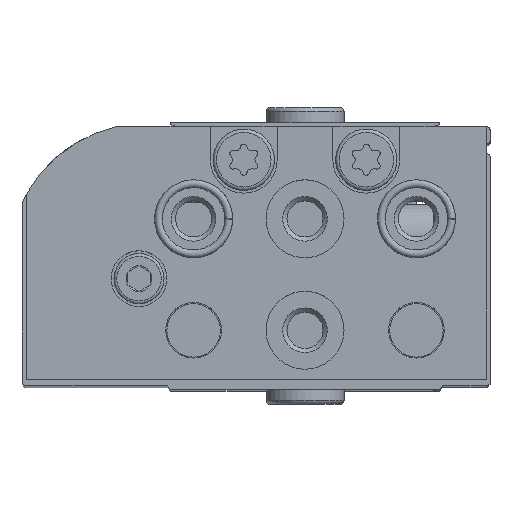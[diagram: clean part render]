
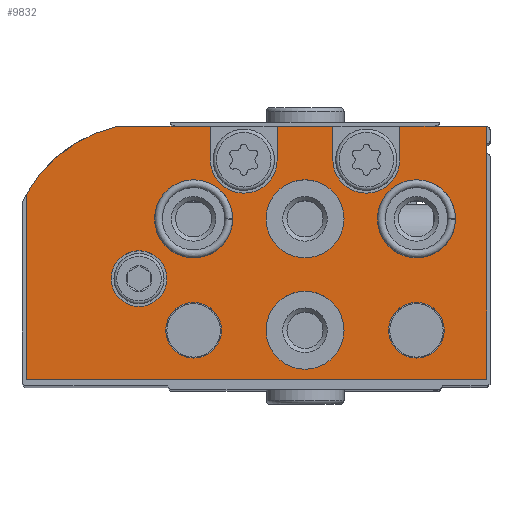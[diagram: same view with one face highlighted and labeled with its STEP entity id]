
A CAD part, top view. The second image highlights one B-rep face of the part: STEP entity #9832.
In plain terms, the highlighted face is planar.
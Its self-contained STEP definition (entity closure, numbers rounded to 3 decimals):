
#1007=LINE('',#16853,#1763);
#1011=LINE('',#16861,#1767);
#1015=LINE('',#16867,#1771);
#1018=LINE('',#16887,#1774);
#1019=LINE('',#16891,#1775);
#1020=LINE('',#16894,#1776);
#1021=LINE('',#16896,#1777);
#1022=LINE('',#16898,#1778);
#1023=LINE('',#16899,#1779);
#1024=LINE('',#16903,#1780);
#1763=VECTOR('',#13691,1000.);
#1767=VECTOR('',#13695,1000.);
#1771=VECTOR('',#13699,1000.);
#1774=VECTOR('',#13718,1000.);
#1775=VECTOR('',#13721,1000.);
#1776=VECTOR('',#13724,1000.);
#1777=VECTOR('',#13725,1000.);
#1778=VECTOR('',#13726,1000.);
#1779=VECTOR('',#13727,1000.);
#1780=VECTOR('',#13730,1000.);
#3763=ORIENTED_EDGE('',*,*,#5573,.T.);
#3764=ORIENTED_EDGE('',*,*,#5574,.T.);
#3765=ORIENTED_EDGE('',*,*,#5575,.T.);
#3766=ORIENTED_EDGE('',*,*,#5576,.T.);
#3767=ORIENTED_EDGE('',*,*,#5577,.T.);
#3768=ORIENTED_EDGE('',*,*,#5578,.T.);
#3769=ORIENTED_EDGE('',*,*,#5579,.T.);
#3770=ORIENTED_EDGE('',*,*,#5580,.T.);
#3771=ORIENTED_EDGE('',*,*,#5581,.T.);
#3772=ORIENTED_EDGE('',*,*,#5582,.T.);
#3773=ORIENTED_EDGE('',*,*,#5570,.F.);
#3774=ORIENTED_EDGE('',*,*,#5583,.F.);
#3775=ORIENTED_EDGE('',*,*,#5584,.F.);
#3776=ORIENTED_EDGE('',*,*,#5585,.F.);
#3777=ORIENTED_EDGE('',*,*,#5586,.F.);
#3778=ORIENTED_EDGE('',*,*,#5566,.F.);
#3779=ORIENTED_EDGE('',*,*,#5587,.T.);
#3780=ORIENTED_EDGE('',*,*,#5588,.T.);
#3781=ORIENTED_EDGE('',*,*,#5589,.T.);
#3782=ORIENTED_EDGE('',*,*,#5562,.F.);
#5562=EDGE_CURVE('',#6647,#6648,#1007,.T.);
#5566=EDGE_CURVE('',#6651,#6652,#1011,.T.);
#5570=EDGE_CURVE('',#6653,#6654,#1015,.T.);
#5573=EDGE_CURVE('',#6656,#6656,#7246,.T.);
#5574=EDGE_CURVE('',#6657,#6657,#7247,.T.);
#5575=EDGE_CURVE('',#6658,#6658,#7248,.T.);
#5576=EDGE_CURVE('',#6659,#6659,#7249,.T.);
#5577=EDGE_CURVE('',#6660,#6660,#7250,.T.);
#5578=EDGE_CURVE('',#6661,#6661,#7251,.T.);
#5579=EDGE_CURVE('',#6662,#6662,#7252,.T.);
#5580=EDGE_CURVE('',#6647,#6663,#1018,.T.);
#5581=EDGE_CURVE('',#6663,#6664,#7253,.T.);
#5582=EDGE_CURVE('',#6664,#6654,#1019,.T.);
#5583=EDGE_CURVE('',#6665,#6653,#7254,.T.);
#5584=EDGE_CURVE('',#6666,#6665,#1020,.T.);
#5585=EDGE_CURVE('',#6667,#6666,#1021,.T.);
#5586=EDGE_CURVE('',#6652,#6667,#1022,.T.);
#5587=EDGE_CURVE('',#6651,#6668,#1023,.T.);
#5588=EDGE_CURVE('',#6668,#6669,#7255,.T.);
#5589=EDGE_CURVE('',#6669,#6648,#1024,.T.);
#6647=VERTEX_POINT('',#16852);
#6648=VERTEX_POINT('',#16854);
#6651=VERTEX_POINT('',#16860);
#6652=VERTEX_POINT('',#16862);
#6653=VERTEX_POINT('',#16866);
#6654=VERTEX_POINT('',#16868);
#6656=VERTEX_POINT('',#16874);
#6657=VERTEX_POINT('',#16876);
#6658=VERTEX_POINT('',#16878);
#6659=VERTEX_POINT('',#16880);
#6660=VERTEX_POINT('',#16882);
#6661=VERTEX_POINT('',#16884);
#6662=VERTEX_POINT('',#16886);
#6663=VERTEX_POINT('',#16888);
#6664=VERTEX_POINT('',#16890);
#6665=VERTEX_POINT('',#16893);
#6666=VERTEX_POINT('',#16895);
#6667=VERTEX_POINT('',#16897);
#6668=VERTEX_POINT('',#16900);
#6669=VERTEX_POINT('',#16902);
#7246=CIRCLE('',#11253,2.5);
#7247=CIRCLE('',#11254,3.5);
#7248=CIRCLE('',#11255,3.5);
#7249=CIRCLE('',#11256,3.5);
#7250=CIRCLE('',#11257,3.5);
#7251=CIRCLE('',#11258,2.5);
#7252=CIRCLE('',#11259,2.5);
#7253=CIRCLE('',#11260,3.);
#7254=CIRCLE('',#11261,12.5);
#7255=CIRCLE('',#11262,3.);
#7967=EDGE_LOOP('',(#3763));
#7968=EDGE_LOOP('',(#3764));
#7969=EDGE_LOOP('',(#3765));
#7970=EDGE_LOOP('',(#3766));
#7971=EDGE_LOOP('',(#3767));
#7972=EDGE_LOOP('',(#3768));
#7973=EDGE_LOOP('',(#3769));
#7974=EDGE_LOOP('',(#3770,#3771,#3772,#3773,#3774,#3775,#3776,#3777,#3778,
#3779,#3780,#3781,#3782));
#8831=FACE_BOUND('',#7967,.T.);
#8832=FACE_BOUND('',#7968,.T.);
#8833=FACE_BOUND('',#7969,.T.);
#8834=FACE_BOUND('',#7970,.T.);
#8835=FACE_BOUND('',#7971,.T.);
#8836=FACE_BOUND('',#7972,.T.);
#8837=FACE_BOUND('',#7973,.T.);
#8838=FACE_BOUND('',#7974,.T.);
#9360=PLANE('',#11252);
#9832=ADVANCED_FACE('',(#8831,#8832,#8833,#8834,#8835,#8836,#8837,#8838),
#9360,.F.);
#11252=AXIS2_PLACEMENT_3D('',#16872,#13702,#13703);
#11253=AXIS2_PLACEMENT_3D('',#16873,#13704,#13705);
#11254=AXIS2_PLACEMENT_3D('',#16875,#13706,#13707);
#11255=AXIS2_PLACEMENT_3D('',#16877,#13708,#13709);
#11256=AXIS2_PLACEMENT_3D('',#16879,#13710,#13711);
#11257=AXIS2_PLACEMENT_3D('',#16881,#13712,#13713);
#11258=AXIS2_PLACEMENT_3D('',#16883,#13714,#13715);
#11259=AXIS2_PLACEMENT_3D('',#16885,#13716,#13717);
#11260=AXIS2_PLACEMENT_3D('',#16889,#13719,#13720);
#11261=AXIS2_PLACEMENT_3D('',#16892,#13722,#13723);
#11262=AXIS2_PLACEMENT_3D('',#16901,#13728,#13729);
#13691=DIRECTION('',(-1.,0.,0.));
#13695=DIRECTION('',(-1.,0.,0.));
#13699=DIRECTION('',(-1.,0.,0.));
#13702=DIRECTION('',(0.,0.,1.));
#13703=DIRECTION('',(1.,0.,0.));
#13704=DIRECTION('',(0.,0.,1.));
#13705=DIRECTION('',(1.,0.,0.));
#13706=DIRECTION('',(0.,0.,1.));
#13707=DIRECTION('',(1.,0.,0.));
#13708=DIRECTION('',(0.,0.,1.));
#13709=DIRECTION('',(1.,0.,0.));
#13710=DIRECTION('',(0.,0.,1.));
#13711=DIRECTION('',(1.,0.,0.));
#13712=DIRECTION('',(0.,0.,1.));
#13713=DIRECTION('',(1.,0.,0.));
#13714=DIRECTION('',(0.,0.,1.));
#13715=DIRECTION('',(1.,0.,0.));
#13716=DIRECTION('',(0.,0.,1.));
#13717=DIRECTION('',(1.,0.,0.));
#13718=DIRECTION('',(0.,-1.,0.));
#13719=DIRECTION('',(0.,0.,1.));
#13720=DIRECTION('',(1.,0.,0.));
#13721=DIRECTION('',(0.,1.,0.));
#13722=DIRECTION('',(0.,0.,1.));
#13723=DIRECTION('',(1.,0.,0.));
#13724=DIRECTION('',(0.,1.,0.));
#13725=DIRECTION('',(1.,0.,0.));
#13726=DIRECTION('',(0.,-1.,0.));
#13727=DIRECTION('',(0.,-1.,0.));
#13728=DIRECTION('',(0.,0.,1.));
#13729=DIRECTION('',(1.,0.,0.));
#13730=DIRECTION('',(0.,1.,0.));
#16852=CARTESIAN_POINT('',(18.8,22.7,0.));
#16853=CARTESIAN_POINT('',(33.122,22.7,0.));
#16854=CARTESIAN_POINT('',(13.8,22.7,0.));
#16860=CARTESIAN_POINT('',(7.8,22.7,0.));
#16861=CARTESIAN_POINT('',(33.122,22.7,0.));
#16862=CARTESIAN_POINT('',(0.,22.7,0.));
#16866=CARTESIAN_POINT('',(33.122,22.7,0.));
#16867=CARTESIAN_POINT('',(33.122,22.7,0.));
#16868=CARTESIAN_POINT('',(24.8,22.7,0.));
#16872=CARTESIAN_POINT('',(30.4,10.5,0.));
#16873=CARTESIAN_POINT('',(31.2,9.03,0.));
#16874=CARTESIAN_POINT('',(33.7,9.03,0.));
#16875=CARTESIAN_POINT('',(26.3,14.4,0.));
#16876=CARTESIAN_POINT('',(29.8,14.4,0.));
#16877=CARTESIAN_POINT('',(16.3,14.4,0.));
#16878=CARTESIAN_POINT('',(19.8,14.4,0.));
#16879=CARTESIAN_POINT('',(6.3,14.4,0.));
#16880=CARTESIAN_POINT('',(9.8,14.4,0.));
#16881=CARTESIAN_POINT('',(16.3,4.4,0.));
#16882=CARTESIAN_POINT('',(19.8,4.4,0.));
#16883=CARTESIAN_POINT('',(26.3,4.4,0.));
#16884=CARTESIAN_POINT('',(28.8,4.4,0.));
#16885=CARTESIAN_POINT('',(6.3,4.4,0.));
#16886=CARTESIAN_POINT('',(8.8,4.4,0.));
#16887=CARTESIAN_POINT('',(18.8,22.7,0.));
#16888=CARTESIAN_POINT('',(18.8,19.7,0.));
#16889=CARTESIAN_POINT('',(21.8,19.7,0.));
#16890=CARTESIAN_POINT('',(24.8,19.7,0.));
#16891=CARTESIAN_POINT('',(24.8,19.7,0.));
#16892=CARTESIAN_POINT('',(30.4,10.5,0.));
#16893=CARTESIAN_POINT('',(41.3,16.619,0.));
#16894=CARTESIAN_POINT('',(41.3,0.,0.));
#16895=CARTESIAN_POINT('',(41.3,0.,0.));
#16896=CARTESIAN_POINT('',(0.,0.,0.));
#16897=CARTESIAN_POINT('',(0.,0.,0.));
#16898=CARTESIAN_POINT('',(0.,22.7,0.));
#16899=CARTESIAN_POINT('',(7.8,22.7,0.));
#16900=CARTESIAN_POINT('',(7.8,19.7,0.));
#16901=CARTESIAN_POINT('',(10.8,19.7,0.));
#16902=CARTESIAN_POINT('',(13.8,19.7,0.));
#16903=CARTESIAN_POINT('',(13.8,19.7,0.));
